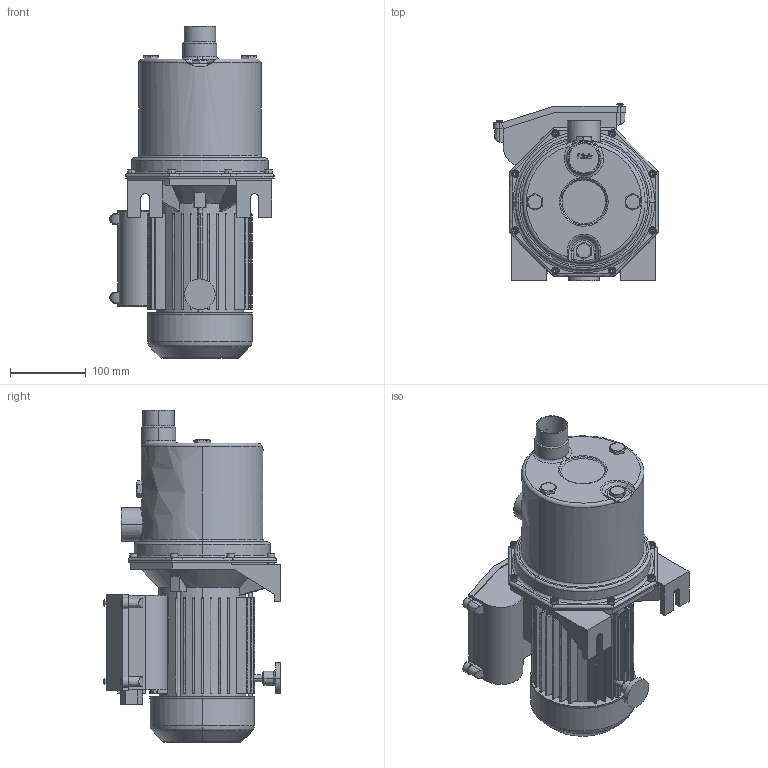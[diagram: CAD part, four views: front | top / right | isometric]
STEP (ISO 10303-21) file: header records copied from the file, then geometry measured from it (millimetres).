
FILE_DESCRIPTION(('FreeCAD Model'),'2;1');
FILE_NAME('Open CASCADE Shape Model','2025-05-08T07:50:00',('FreeCAD'),( 'FreeCAD'),'Open CASCADE STEP processor 7.6','FreeCAD','Unknown');
FILE_SCHEMA(('AUTOMOTIVE_DESIGN { 1 0 10303 214 1 1 1 1 }'));
Products named in the file (1): Open CASCADE STEP translator 7.6 1
Bounding box: 216.9 x 233.67 x 438.43 mm (x, y, z)
Volume: 7572321.3 mm3; surface area: 510887.1 mm2
Topology: 1 solids, 7 shells, 6727 faces, 19099 edges, 12622 vertices
Faces by surface type: bspline 6727
Entity records: 207959 total; most frequent: CARTESIAN_POINT 101937, ORIENTED_EDGE 38166, EDGE_CURVE 19083, VERTEX_POINT 12622, B_SPLINE_CURVE_WITH_KNOTS 12154, FACE_BOUND 6999, EDGE_LOOP 6999, ADVANCED_FACE 6727
